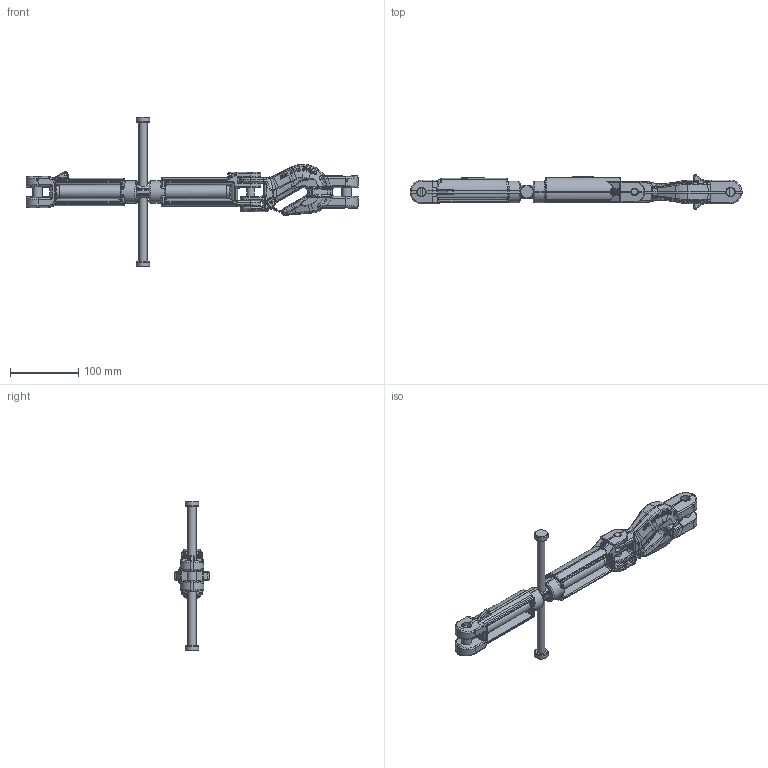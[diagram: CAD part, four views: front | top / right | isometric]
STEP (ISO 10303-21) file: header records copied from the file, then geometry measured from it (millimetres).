
FILE_DESCRIPTION(/* description */ (''),/* implementation_level */ '2;1');
FILE_NAME(/* name */ 'KSPSWP Kundenmodell.stp',/* time_stamp */ '2022-06-30T10:03:28+02:00',/* author */ (''),/* organization */ (''),/* preprocessor_version */ 'ST-DEVELOPER v16',/* originating_system */ 'SIEMENS PLM Software NX 11.0',/* authorisation */ '');
FILE_SCHEMA (('AUTOMOTIVE_DESIGN { 1 0 10303 214 3 1 1 1 }'));
Length unit declared in the file: millimetre
Products named in the file (1): baf397C6952a3po
Bounding box: 487.4 x 50 x 220 mm (x, y, z)
Volume: 526603 mm3; surface area: 136668 mm2
Topology: 12 solids, 12 shells, 2298 faces, 5863 edges, 3623 vertices
Faces by surface type: plane 710, bspline 635, cylinder 430, extrusion 365, torus 80, cone 57, sphere 21
Full cylindrical faces by diameter (mm): 3 x2, 3.5 x4, 4.3 x3, 7 x2, 8 x1, 8.5 x1, 9.3 x6, 11 x1, 11.8 x1, 12 x1, 14 x6, 18 x2, 20 x5
Entity records: 90500 total; most frequent: CARTESIAN_POINT 41272, ORIENTED_EDGE 11444, DIRECTION 8011, EDGE_CURVE 5722, VERTEX_POINT 3596, AXIS2_PLACEMENT_3D 2825, B_SPLINE_CURVE_WITH_KNOTS 2565, EDGE_LOOP 2490
